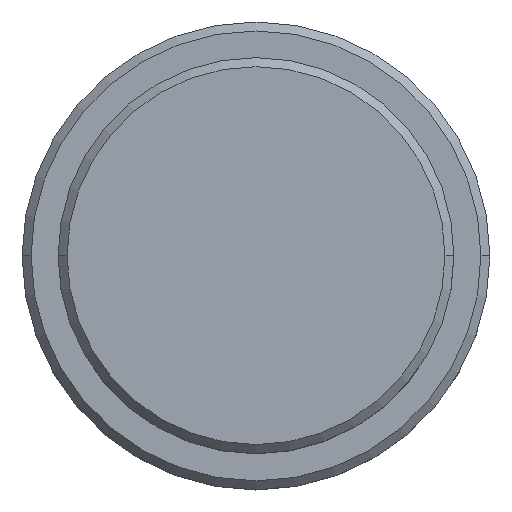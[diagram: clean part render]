
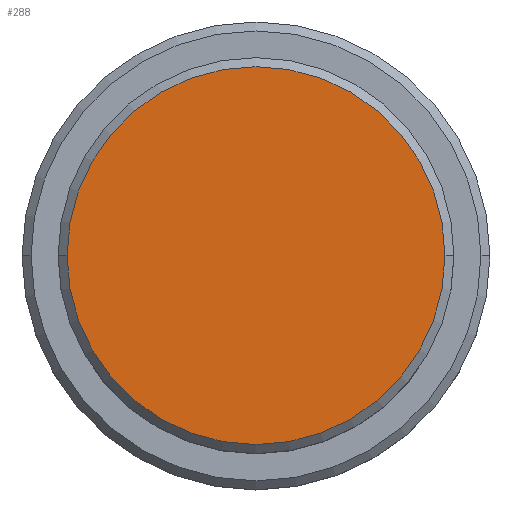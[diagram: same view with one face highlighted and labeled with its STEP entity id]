
A CAD part, top view. The second image highlights one B-rep face of the part: STEP entity #288.
In plain terms, the highlighted planar face has unit normal (0, 0, 1).
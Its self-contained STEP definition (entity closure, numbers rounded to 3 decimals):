
#31 = AXIS2_PLACEMENT_3D ( 'NONE', #46, #1244, #478 ) ;
#46 = CARTESIAN_POINT ( 'NONE',  ( 0., 0., 0. ) ) ;
#78 = EDGE_LOOP ( 'NONE', ( #303, #1233 ) ) ;
#156 = CARTESIAN_POINT ( 'NONE',  ( 10.5, 0., 0. ) ) ;
#171 = DIRECTION ( 'NONE',  ( 1., 0., 0. ) ) ;
#236 = CIRCLE ( 'NONE', #31, 10.5 ) ;
#265 = VERTEX_POINT ( 'NONE', #1263 ) ;
#288 = ADVANCED_FACE ( 'NONE', ( #724 ), #521, .T. ) ;
#303 = ORIENTED_EDGE ( 'NONE', *, *, #1010, .T. ) ;
#367 = AXIS2_PLACEMENT_3D ( 'NONE', #969, #1384, #401 ) ;
#401 = DIRECTION ( 'NONE',  ( 1., 0., 0. ) ) ;
#453 = VERTEX_POINT ( 'NONE', #156 ) ;
#478 = DIRECTION ( 'NONE',  ( 1., 0., 0. ) ) ;
#521 = PLANE ( 'NONE',  #367 ) ;
#534 = CIRCLE ( 'NONE', #1331, 10.5 ) ;
#724 = FACE_OUTER_BOUND ( 'NONE', #78, .T. ) ;
#814 = DIRECTION ( 'NONE',  ( 0., 0., 1. ) ) ;
#969 = CARTESIAN_POINT ( 'NONE',  ( 0., 0., 0. ) ) ;
#1010 = EDGE_CURVE ( 'NONE', #265, #453, #534, .T. ) ;
#1017 = CARTESIAN_POINT ( 'NONE',  ( 0., 0., 0. ) ) ;
#1233 = ORIENTED_EDGE ( 'NONE', *, *, #1392, .T. ) ;
#1244 = DIRECTION ( 'NONE',  ( 0., 0., 1. ) ) ;
#1263 = CARTESIAN_POINT ( 'NONE',  ( -10.5, 0., 0. ) ) ;
#1331 = AXIS2_PLACEMENT_3D ( 'NONE', #1017, #814, #171 ) ;
#1384 = DIRECTION ( 'NONE',  ( 0., 0., 1. ) ) ;
#1392 = EDGE_CURVE ( 'NONE', #453, #265, #236, .T. ) ;
